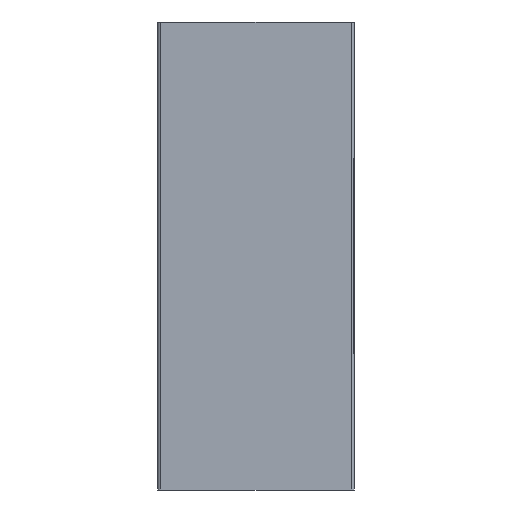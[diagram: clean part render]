
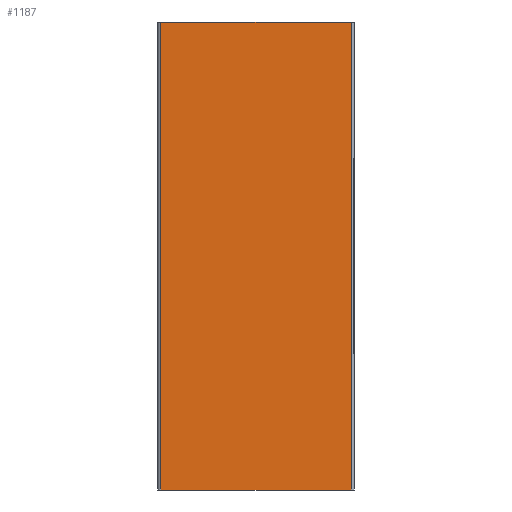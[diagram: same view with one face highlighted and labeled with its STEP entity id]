
A CAD part, left-side view. The second image highlights one B-rep face of the part: STEP entity #1187.
In plain terms, the highlighted planar face has unit normal (-1, 0, 0).
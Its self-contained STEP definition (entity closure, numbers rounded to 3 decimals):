
#8 = VERTEX_POINT ( 'NONE', #463 ) ;
#85 = EDGE_LOOP ( 'NONE', ( #529, #488, #2027, #1958 ) ) ;
#86 = EDGE_CURVE ( 'NONE', #8, #1526, #1859, .T. ) ;
#102 = CARTESIAN_POINT ( 'NONE',  ( 0., -122., 500. ) ) ;
#299 = DIRECTION ( 'NONE',  ( 0., 0., 1. ) ) ;
#463 = CARTESIAN_POINT ( 'NONE',  ( 0., -122., 500. ) ) ;
#464 = CARTESIAN_POINT ( 'NONE',  ( 0., -122., 0. ) ) ;
#478 = VERTEX_POINT ( 'NONE', #1954 ) ;
#488 = ORIENTED_EDGE ( 'NONE', *, *, #1014, .F. ) ;
#518 = VECTOR ( 'NONE', #607, 1000. ) ;
#529 = ORIENTED_EDGE ( 'NONE', *, *, #2129, .F. ) ;
#606 = EDGE_CURVE ( 'NONE', #1526, #859, #2763, .T. ) ;
#607 = DIRECTION ( 'NONE',  ( 0., 0., -1. ) ) ;
#705 = VECTOR ( 'NONE', #2488, 1000. ) ;
#859 = VERTEX_POINT ( 'NONE', #1873 ) ;
#1014 = EDGE_CURVE ( 'NONE', #8, #478, #2707, .T. ) ;
#1018 = LINE ( 'NONE', #464, #2858 ) ;
#1055 = FACE_OUTER_BOUND ( 'NONE', #85, .T. ) ;
#1187 = ADVANCED_FACE ( 'NONE', ( #1055 ), #2206, .T. ) ;
#1522 = DIRECTION ( 'NONE',  ( -1., 0., 0. ) ) ;
#1526 = VERTEX_POINT ( 'NONE', #1774 ) ;
#1774 = CARTESIAN_POINT ( 'NONE',  ( 0., 82., 500. ) ) ;
#1783 = DIRECTION ( 'NONE',  ( 0., 1., 0. ) ) ;
#1801 = DIRECTION ( 'NONE',  ( 0., 0., -1. ) ) ;
#1859 = LINE ( 'NONE', #2058, #705 ) ;
#1873 = CARTESIAN_POINT ( 'NONE',  ( 0., 82., 0. ) ) ;
#1954 = CARTESIAN_POINT ( 'NONE',  ( 0., -122., 0. ) ) ;
#1958 = ORIENTED_EDGE ( 'NONE', *, *, #606, .T. ) ;
#2027 = ORIENTED_EDGE ( 'NONE', *, *, #86, .T. ) ;
#2058 = CARTESIAN_POINT ( 'NONE',  ( 0., -122., 500. ) ) ;
#2129 = EDGE_CURVE ( 'NONE', #478, #859, #1018, .T. ) ;
#2206 = PLANE ( 'NONE',  #2498 ) ;
#2294 = CARTESIAN_POINT ( 'NONE',  ( 0., 82., 500. ) ) ;
#2488 = DIRECTION ( 'NONE',  ( 0., 1., 0. ) ) ;
#2498 = AXIS2_PLACEMENT_3D ( 'NONE', #102, #1522, #299 ) ;
#2678 = CARTESIAN_POINT ( 'NONE',  ( 0., -122., 500. ) ) ;
#2707 = LINE ( 'NONE', #2678, #518 ) ;
#2763 = LINE ( 'NONE', #2294, #2828 ) ;
#2828 = VECTOR ( 'NONE', #1801, 1000. ) ;
#2858 = VECTOR ( 'NONE', #1783, 1000. ) ;
